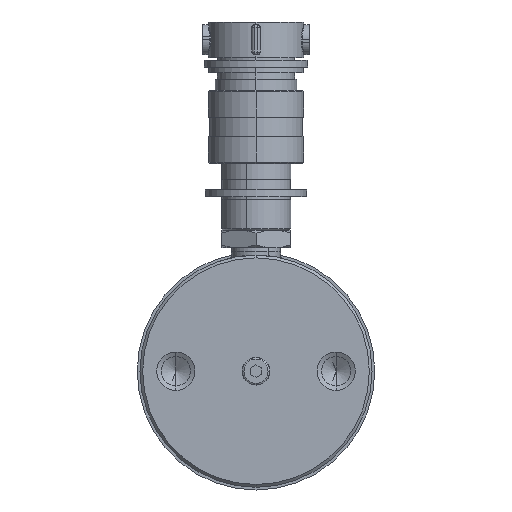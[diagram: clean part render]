
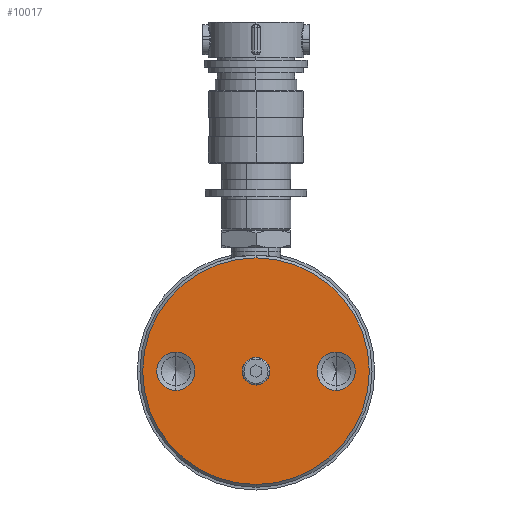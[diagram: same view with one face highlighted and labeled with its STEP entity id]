
A CAD part, front view. The second image highlights one B-rep face of the part: STEP entity #10017.
In plain terms, the highlighted planar face has unit normal (0, -1, 0).
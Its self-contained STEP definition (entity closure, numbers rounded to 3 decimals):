
#87 = CARTESIAN_POINT ( 'NONE',  ( 29.35, 0., -7. ) ) ;
#413 = CARTESIAN_POINT ( 'NONE',  ( 0., 0., 0. ) ) ;
#486 = CIRCLE ( 'NONE', #15775, 7. ) ;
#691 = CARTESIAN_POINT ( 'NONE',  ( 0., 0., -41.5 ) ) ;
#929 = CIRCLE ( 'NONE', #5487, 7. ) ;
#2521 = ORIENTED_EDGE ( 'NONE', *, *, #12607, .F. ) ;
#3028 = VERTEX_POINT ( 'NONE', #9013 ) ;
#3650 = DIRECTION ( 'NONE',  ( 0., -1., 0. ) ) ;
#4307 = EDGE_CURVE ( 'NONE', #30014, #14027, #486, .T. ) ;
#4426 = CIRCLE ( 'NONE', #10744, 7. ) ;
#4538 = CIRCLE ( 'NONE', #22108, 41.5 ) ;
#4572 = CARTESIAN_POINT ( 'NONE',  ( -29.35, 0., 0. ) ) ;
#4856 = VERTEX_POINT ( 'NONE', #87 ) ;
#4920 = VERTEX_POINT ( 'NONE', #18101 ) ;
#5316 = PLANE ( 'NONE',  #32248 ) ;
#5487 = AXIS2_PLACEMENT_3D ( 'NONE', #28713, #26542, #29030 ) ;
#6783 = AXIS2_PLACEMENT_3D ( 'NONE', #18765, #3650, #31557 ) ;
#7287 = ORIENTED_EDGE ( 'NONE', *, *, #20691, .F. ) ;
#7537 = CARTESIAN_POINT ( 'NONE',  ( 29.35, 0., 0. ) ) ;
#7796 = AXIS2_PLACEMENT_3D ( 'NONE', #15504, #7799, #30615 ) ;
#7799 = DIRECTION ( 'NONE',  ( 0., -1., 0. ) ) ;
#7857 = DIRECTION ( 'NONE',  ( 0., -1., 0. ) ) ;
#9013 = CARTESIAN_POINT ( 'NONE',  ( 0., 0., -5.075 ) ) ;
#9584 = ORIENTED_EDGE ( 'NONE', *, *, #28818, .F. ) ;
#10017 = ADVANCED_FACE ( 'NONE', ( #17629, #10962, #10579, #31373 ), #5316, .F. ) ;
#10250 = CIRCLE ( 'NONE', #31844, 7. ) ;
#10579 = FACE_OUTER_BOUND ( 'NONE', #21175, .T. ) ;
#10744 = AXIS2_PLACEMENT_3D ( 'NONE', #17008, #7857, #12930 ) ;
#10962 = FACE_BOUND ( 'NONE', #31645, .T. ) ;
#11517 = EDGE_CURVE ( 'NONE', #16910, #31065, #26094, .T. ) ;
#11677 = VERTEX_POINT ( 'NONE', #15598 ) ;
#11751 = CARTESIAN_POINT ( 'NONE',  ( -29.35, 0., 7. ) ) ;
#12056 = ORIENTED_EDGE ( 'NONE', *, *, #23835, .F. ) ;
#12607 = EDGE_CURVE ( 'NONE', #14027, #30014, #4426, .T. ) ;
#12730 = DIRECTION ( 'NONE',  ( 0., 1., 0. ) ) ;
#12930 = DIRECTION ( 'NONE',  ( 0., 0., -1. ) ) ;
#12936 = DIRECTION ( 'NONE',  ( 0., -1., 0. ) ) ;
#14027 = VERTEX_POINT ( 'NONE', #31400 ) ;
#15244 = CARTESIAN_POINT ( 'NONE',  ( 0., 0., 0. ) ) ;
#15504 = CARTESIAN_POINT ( 'NONE',  ( 0., 0., 0. ) ) ;
#15598 = CARTESIAN_POINT ( 'NONE',  ( 29.35, 0., 7. ) ) ;
#15775 = AXIS2_PLACEMENT_3D ( 'NONE', #4572, #29823, #17246 ) ;
#16356 = ORIENTED_EDGE ( 'NONE', *, *, #16636, .F. ) ;
#16422 = CIRCLE ( 'NONE', #6783, 5.075 ) ;
#16636 = EDGE_CURVE ( 'NONE', #11677, #4856, #929, .T. ) ;
#16910 = VERTEX_POINT ( 'NONE', #691 ) ;
#17008 = CARTESIAN_POINT ( 'NONE',  ( -29.35, 0., 0. ) ) ;
#17246 = DIRECTION ( 'NONE',  ( 0., 0., -1. ) ) ;
#17549 = DIRECTION ( 'NONE',  ( 0., -1., 0. ) ) ;
#17629 = FACE_BOUND ( 'NONE', #28015, .T. ) ;
#18101 = CARTESIAN_POINT ( 'NONE',  ( 0., 0., 5.075 ) ) ;
#18765 = CARTESIAN_POINT ( 'NONE',  ( 0., 0., 0. ) ) ;
#19081 = EDGE_LOOP ( 'NONE', ( #7287, #9584 ) ) ;
#20691 = EDGE_CURVE ( 'NONE', #3028, #4920, #26211, .T. ) ;
#21057 = ORIENTED_EDGE ( 'NONE', *, *, #4307, .F. ) ;
#21175 = EDGE_LOOP ( 'NONE', ( #28330, #24948 ) ) ;
#22090 = EDGE_CURVE ( 'NONE', #31065, #16910, #4538, .T. ) ;
#22108 = AXIS2_PLACEMENT_3D ( 'NONE', #15244, #17549, #30023 ) ;
#22160 = DIRECTION ( 'NONE',  ( 0., 0., 1. ) ) ;
#23835 = EDGE_CURVE ( 'NONE', #4856, #11677, #10250, .T. ) ;
#24948 = ORIENTED_EDGE ( 'NONE', *, *, #11517, .T. ) ;
#25120 = DIRECTION ( 'NONE',  ( 0., 0., -1. ) ) ;
#25473 = CARTESIAN_POINT ( 'NONE',  ( -5.075, 0., 0. ) ) ;
#26094 = CIRCLE ( 'NONE', #29359, 41.5 ) ;
#26211 = CIRCLE ( 'NONE', #7796, 5.075 ) ;
#26542 = DIRECTION ( 'NONE',  ( 0., -1., 0. ) ) ;
#27547 = DIRECTION ( 'NONE',  ( 0., 0., 1. ) ) ;
#27587 = CARTESIAN_POINT ( 'NONE',  ( 0., 0., 41.5 ) ) ;
#27651 = DIRECTION ( 'NONE',  ( 0., -1., 0. ) ) ;
#28015 = EDGE_LOOP ( 'NONE', ( #12056, #16356 ) ) ;
#28330 = ORIENTED_EDGE ( 'NONE', *, *, #22090, .T. ) ;
#28713 = CARTESIAN_POINT ( 'NONE',  ( 29.35, 0., 0. ) ) ;
#28818 = EDGE_CURVE ( 'NONE', #4920, #3028, #16422, .T. ) ;
#29030 = DIRECTION ( 'NONE',  ( 0., 0., -1. ) ) ;
#29359 = AXIS2_PLACEMENT_3D ( 'NONE', #413, #27651, #27547 ) ;
#29823 = DIRECTION ( 'NONE',  ( 0., -1., 0. ) ) ;
#30014 = VERTEX_POINT ( 'NONE', #11751 ) ;
#30023 = DIRECTION ( 'NONE',  ( 0., 0., 1. ) ) ;
#30615 = DIRECTION ( 'NONE',  ( 0., 0., -1. ) ) ;
#31065 = VERTEX_POINT ( 'NONE', #27587 ) ;
#31373 = FACE_BOUND ( 'NONE', #19081, .T. ) ;
#31400 = CARTESIAN_POINT ( 'NONE',  ( -29.35, 0., -7. ) ) ;
#31557 = DIRECTION ( 'NONE',  ( 0., 0., -1. ) ) ;
#31645 = EDGE_LOOP ( 'NONE', ( #2521, #21057 ) ) ;
#31844 = AXIS2_PLACEMENT_3D ( 'NONE', #7537, #12936, #25120 ) ;
#32248 = AXIS2_PLACEMENT_3D ( 'NONE', #25473, #12730, #22160 ) ;
